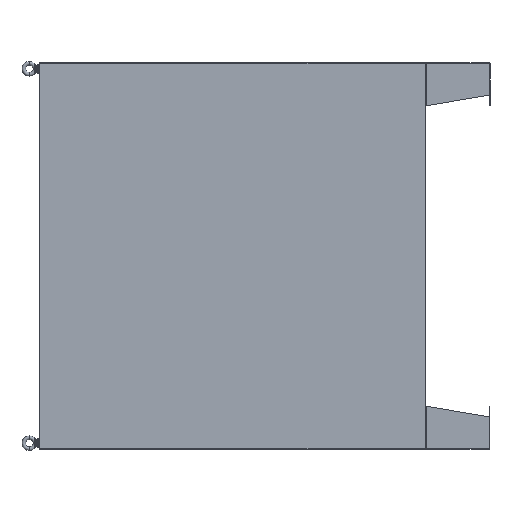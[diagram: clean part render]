
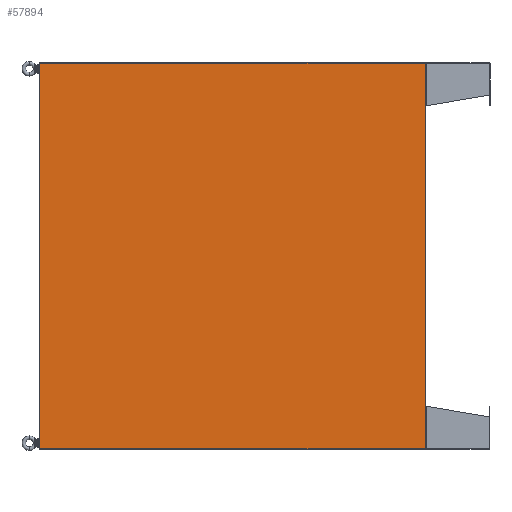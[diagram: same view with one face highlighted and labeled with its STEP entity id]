
A CAD part, left-side view. The second image highlights one B-rep face of the part: STEP entity #57894.
In plain terms, the highlighted face is planar.
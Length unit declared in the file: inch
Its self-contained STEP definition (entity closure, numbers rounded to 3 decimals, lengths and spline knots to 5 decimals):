
#4520 = VERTEX_POINT ( 'NONE', #194340 ) ;
#12165 = LINE ( 'NONE', #149131, #138971 ) ;
#15876 = EDGE_CURVE ( 'NONE', #88294, #209269, #172756, .T. ) ;
#36643 = CARTESIAN_POINT ( 'NONE',  ( 35.9365, 0.125, -35.9675 ) ) ;
#47736 = CARTESIAN_POINT ( 'NONE',  ( -35.9365, 0.125, 35.9675 ) ) ;
#57894 = ADVANCED_FACE ( 'NONE', ( #186525 ), #209150, .F. ) ;
#83977 = DIRECTION ( 'NONE',  ( 0., 0., -1. ) ) ;
#88294 = VERTEX_POINT ( 'NONE', #126468 ) ;
#89611 = EDGE_CURVE ( 'NONE', #130205, #88294, #12165, .T. ) ;
#103141 = VECTOR ( 'NONE', #198246, 39.37008 ) ;
#105081 = EDGE_CURVE ( 'NONE', #209269, #4520, #172770, .T. ) ;
#109856 = DIRECTION ( 'NONE',  ( 0., 0., -1. ) ) ;
#110368 = ORIENTED_EDGE ( 'NONE', *, *, #15876, .F. ) ;
#114234 = ORIENTED_EDGE ( 'NONE', *, *, #89611, .F. ) ;
#116200 = CARTESIAN_POINT ( 'NONE',  ( -35.9365, 0.125, -35.9675 ) ) ;
#122957 = DIRECTION ( 'NONE',  ( 0., -1., 0. ) ) ;
#123901 = LINE ( 'NONE', #47736, #103141 ) ;
#124541 = ORIENTED_EDGE ( 'NONE', *, *, #175072, .F. ) ;
#126468 = CARTESIAN_POINT ( 'NONE',  ( -35.9365, 0.125, -35.9675 ) ) ;
#128545 = VECTOR ( 'NONE', #178248, 39.37008 ) ;
#130205 = VERTEX_POINT ( 'NONE', #200766 ) ;
#138971 = VECTOR ( 'NONE', #83977, 39.37008 ) ;
#144114 = CARTESIAN_POINT ( 'NONE',  ( 35.9365, 0.125, -35.9675 ) ) ;
#149131 = CARTESIAN_POINT ( 'NONE',  ( -35.9365, 0.125, -35.9675 ) ) ;
#166968 = DIRECTION ( 'NONE',  ( 1., 0., 0. ) ) ;
#172756 = LINE ( 'NONE', #116200, #183098 ) ;
#172770 = LINE ( 'NONE', #144114, #128545 ) ;
#175072 = EDGE_CURVE ( 'NONE', #4520, #130205, #123901, .T. ) ;
#178248 = DIRECTION ( 'NONE',  ( 0., 0., 1. ) ) ;
#183098 = VECTOR ( 'NONE', #166968, 39.37008 ) ;
#186525 = FACE_OUTER_BOUND ( 'NONE', #194355, .T. ) ;
#191032 = CARTESIAN_POINT ( 'NONE',  ( -35.9365, 0.125, -35.9675 ) ) ;
#191047 = ORIENTED_EDGE ( 'NONE', *, *, #105081, .F. ) ;
#194340 = CARTESIAN_POINT ( 'NONE',  ( 35.9365, 0.125, 35.9675 ) ) ;
#194355 = EDGE_LOOP ( 'NONE', ( #124541, #191047, #110368, #114234 ) ) ;
#196122 = AXIS2_PLACEMENT_3D ( 'NONE', #191032, #122957, #109856 ) ;
#198246 = DIRECTION ( 'NONE',  ( -1., 0., 0. ) ) ;
#200766 = CARTESIAN_POINT ( 'NONE',  ( -35.9365, 0.125, 35.9675 ) ) ;
#209150 = PLANE ( 'NONE',  #196122 ) ;
#209269 = VERTEX_POINT ( 'NONE', #36643 ) ;
